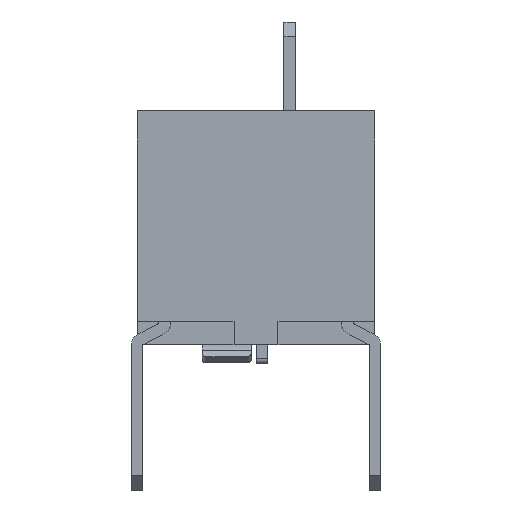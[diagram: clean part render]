
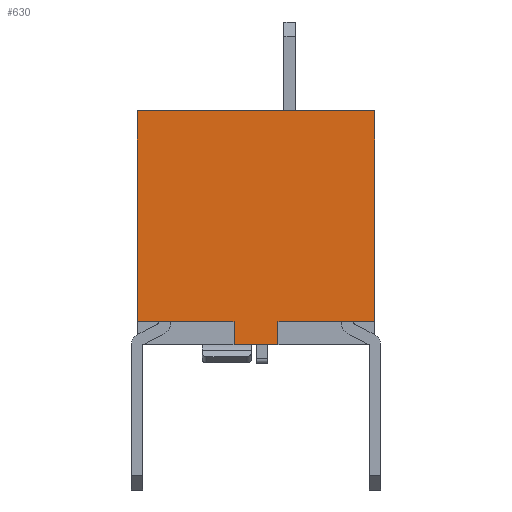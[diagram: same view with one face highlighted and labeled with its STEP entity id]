
A CAD part, left-side view. The second image highlights one B-rep face of the part: STEP entity #630.
In plain terms, the highlighted planar face has unit normal (-1, 0, 0).
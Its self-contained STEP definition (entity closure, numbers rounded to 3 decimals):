
#630 = ADVANCED_FACE( '', ( #1355 ), #1356, .F. );
#1355 = FACE_OUTER_BOUND( '', #2159, .T. );
#1356 = PLANE( '', #2160 );
#2159 = EDGE_LOOP( '', ( #4029, #4030, #4031, #4032, #4033, #4034, #4035, #4036 ) );
#2160 = AXIS2_PLACEMENT_3D( '', #4037, #4038, #4039 );
#4029 = ORIENTED_EDGE( '', *, *, #5516, .F. );
#4030 = ORIENTED_EDGE( '', *, *, #5480, .T. );
#4031 = ORIENTED_EDGE( '', *, *, #5066, .T. );
#4032 = ORIENTED_EDGE( '', *, *, #5517, .F. );
#4033 = ORIENTED_EDGE( '', *, *, #4958, .F. );
#4034 = ORIENTED_EDGE( '', *, *, #4861, .F. );
#4035 = ORIENTED_EDGE( '', *, *, #5485, .T. );
#4036 = ORIENTED_EDGE( '', *, *, #5518, .T. );
#4037 = CARTESIAN_POINT( '', ( -7.92, 0., 0. ) );
#4038 = DIRECTION( '', ( 1., 0., 0. ) );
#4039 = DIRECTION( '', ( 0., 0., -1. ) );
#4861 = EDGE_CURVE( '', #5868, #5870, #5871, .T. );
#4958 = EDGE_CURVE( '', #5870, #6037, #6038, .T. );
#5066 = EDGE_CURVE( '', #6209, #6207, #6210, .T. );
#5480 = EDGE_CURVE( '', #6784, #6209, #6792, .T. );
#5485 = EDGE_CURVE( '', #5868, #6797, #6799, .T. );
#5516 = EDGE_CURVE( '', #6784, #6837, #6838, .T. );
#5517 = EDGE_CURVE( '', #6037, #6207, #6839, .T. );
#5518 = EDGE_CURVE( '', #6797, #6837, #6840, .T. );
#5868 = VERTEX_POINT( '', #7291 );
#5870 = VERTEX_POINT( '', #7294 );
#5871 = LINE( '', #7295, #7296 );
#6037 = VERTEX_POINT( '', #7543 );
#6038 = LINE( '', #7544, #7545 );
#6207 = VERTEX_POINT( '', #7790 );
#6209 = VERTEX_POINT( '', #7793 );
#6210 = LINE( '', #7794, #7795 );
#6784 = VERTEX_POINT( '', #8673 );
#6792 = LINE( '', #8685, #8686 );
#6797 = VERTEX_POINT( '', #8693 );
#6799 = LINE( '', #8696, #8697 );
#6837 = VERTEX_POINT( '', #8755 );
#6838 = LINE( '', #8756, #8757 );
#6839 = LINE( '', #8758, #8759 );
#6840 = LINE( '', #8760, #8761 );
#7291 = CARTESIAN_POINT( '', ( -7.92, 2.54, -2. ) );
#7294 = CARTESIAN_POINT( '', ( -7.92, 2.54, 2.5 ) );
#7295 = CARTESIAN_POINT( '', ( -7.92, 2.54, -2.5 ) );
#7296 = VECTOR( '', #9081, 1000. );
#7543 = CARTESIAN_POINT( '', ( -7.92, -2.54, 2.5 ) );
#7544 = CARTESIAN_POINT( '', ( -7.92, 2.54, 2.5 ) );
#7545 = VECTOR( '', #9172, 1000. );
#7790 = CARTESIAN_POINT( '', ( -7.92, -2.54, -2. ) );
#7793 = CARTESIAN_POINT( '', ( -7.92, -0.47, -2. ) );
#7794 = CARTESIAN_POINT( '', ( -7.92, 0., -2. ) );
#7795 = VECTOR( '', #9280, 1000. );
#8673 = CARTESIAN_POINT( '', ( -7.92, -0.47, -2.5 ) );
#8685 = CARTESIAN_POINT( '', ( -7.92, -0.47, 0. ) );
#8686 = VECTOR( '', #9626, 1000. );
#8693 = CARTESIAN_POINT( '', ( -7.92, 0.47, -2. ) );
#8696 = CARTESIAN_POINT( '', ( -7.92, 0., -2. ) );
#8697 = VECTOR( '', #9630, 1000. );
#8755 = CARTESIAN_POINT( '', ( -7.92, 0.47, -2.5 ) );
#8756 = CARTESIAN_POINT( '', ( -7.92, -2.54, -2.5 ) );
#8757 = VECTOR( '', #9655, 1000. );
#8758 = CARTESIAN_POINT( '', ( -7.92, -2.54, 2.5 ) );
#8759 = VECTOR( '', #9656, 1000. );
#8760 = CARTESIAN_POINT( '', ( -7.92, 0.47, 0. ) );
#8761 = VECTOR( '', #9657, 1000. );
#9081 = DIRECTION( '', ( 0., 0., 1. ) );
#9172 = DIRECTION( '', ( 0., -1., 0. ) );
#9280 = DIRECTION( '', ( 0., -1., 0. ) );
#9626 = DIRECTION( '', ( 0., 0., 1. ) );
#9630 = DIRECTION( '', ( 0., -1., 0. ) );
#9655 = DIRECTION( '', ( 0., 1., 0. ) );
#9656 = DIRECTION( '', ( 0., 0., -1. ) );
#9657 = DIRECTION( '', ( 0., 0., -1. ) );
